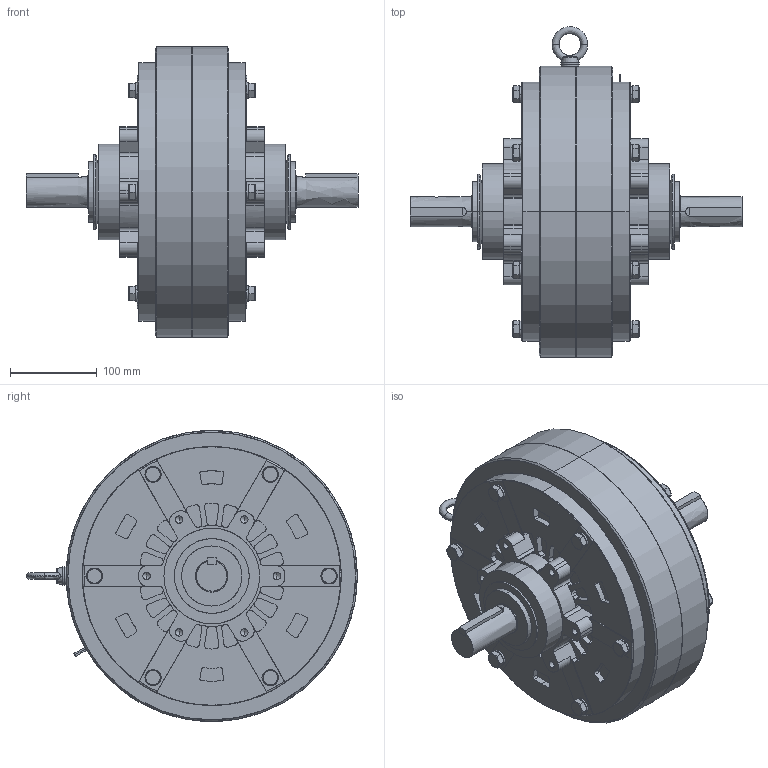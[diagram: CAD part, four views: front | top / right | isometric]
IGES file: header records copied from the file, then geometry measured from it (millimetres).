
Start section: SolidWorks IGES file using analytic representation for surfaces
Global section: file name: YPP616700.IGS; native system: SolidWorks 2016; preprocessor: SolidWorks 2016; author: z03766; date: 201225.100038; units: millimetre
Bounding box: 382 x 380.48 x 335 mm (x, y, z)
Surface area: 626362.3 mm2 (no closed solid volume)
Topology: 0 solids, 0 shells, 929 faces, 13700 edges, 13652 vertices
Faces by surface type: revolution 582, bspline 347
